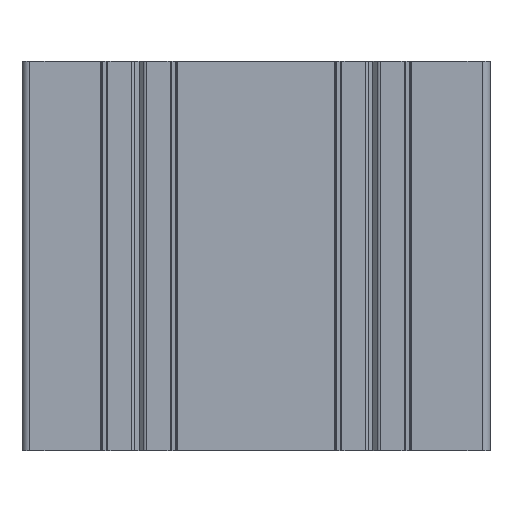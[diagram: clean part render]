
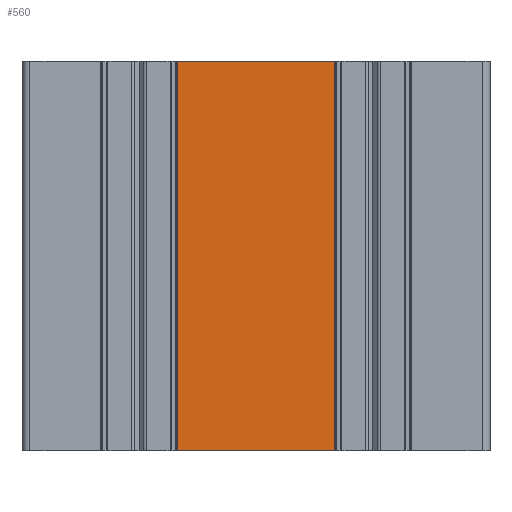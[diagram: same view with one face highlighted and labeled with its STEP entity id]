
A CAD part, front view. The second image highlights one B-rep face of the part: STEP entity #560.
In plain terms, the highlighted planar face has unit normal (0, -1, 0).
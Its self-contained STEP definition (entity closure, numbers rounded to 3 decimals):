
#560 = ADVANCED_FACE ( 'NONE', ( #1492 ), #3672, .T. ) ;
#800 = ORIENTED_EDGE ( 'NONE', *, *, #7268, .T. ) ;
#1465 = EDGE_CURVE ( 'NONE', #9382, #6674, #5685, .T. ) ;
#1492 = FACE_OUTER_BOUND ( 'NONE', #5639, .T. ) ;
#1720 = VECTOR ( 'NONE', #6929, 1000. ) ;
#1830 = CARTESIAN_POINT ( 'NONE',  ( 25.1, -15., 0. ) ) ;
#2088 = AXIS2_PLACEMENT_3D ( 'NONE', #12025, #6174, #14436 ) ;
#2166 = CARTESIAN_POINT ( 'NONE',  ( 0., -15., -50. ) ) ;
#2930 = VERTEX_POINT ( 'NONE', #7119 ) ;
#3308 = ORIENTED_EDGE ( 'NONE', *, *, #1465, .F. ) ;
#3672 = PLANE ( 'NONE',  #2088 ) ;
#5424 = CARTESIAN_POINT ( 'NONE',  ( 4.9, -15., -50. ) ) ;
#5639 = EDGE_LOOP ( 'NONE', ( #10966, #3308, #800, #6706 ) ) ;
#5685 = LINE ( 'NONE', #6866, #13830 ) ;
#6174 = DIRECTION ( 'NONE',  ( 0., -1., 0. ) ) ;
#6674 = VERTEX_POINT ( 'NONE', #10241 ) ;
#6706 = ORIENTED_EDGE ( 'NONE', *, *, #7725, .T. ) ;
#6866 = CARTESIAN_POINT ( 'NONE',  ( 4.9, -15., -50. ) ) ;
#6929 = DIRECTION ( 'NONE',  ( 1., 0., 0. ) ) ;
#7119 = CARTESIAN_POINT ( 'NONE',  ( 25.1, -15., -50. ) ) ;
#7144 = LINE ( 'NONE', #14548, #10206 ) ;
#7268 = EDGE_CURVE ( 'NONE', #9382, #2930, #9275, .T. ) ;
#7426 = DIRECTION ( 'NONE',  ( 1., 0., 0. ) ) ;
#7725 = EDGE_CURVE ( 'NONE', #2930, #7938, #7144, .T. ) ;
#7938 = VERTEX_POINT ( 'NONE', #1830 ) ;
#8678 = LINE ( 'NONE', #12255, #12820 ) ;
#9213 = DIRECTION ( 'NONE',  ( 0., 0., 1. ) ) ;
#9275 = LINE ( 'NONE', #2166, #1720 ) ;
#9382 = VERTEX_POINT ( 'NONE', #5424 ) ;
#10206 = VECTOR ( 'NONE', #13382, 1000. ) ;
#10241 = CARTESIAN_POINT ( 'NONE',  ( 4.9, -15., 0. ) ) ;
#10966 = ORIENTED_EDGE ( 'NONE', *, *, #13907, .F. ) ;
#12025 = CARTESIAN_POINT ( 'NONE',  ( 0., -15., -50. ) ) ;
#12255 = CARTESIAN_POINT ( 'NONE',  ( 0., -15., 0. ) ) ;
#12820 = VECTOR ( 'NONE', #7426, 1000. ) ;
#13382 = DIRECTION ( 'NONE',  ( 0., 0., 1. ) ) ;
#13830 = VECTOR ( 'NONE', #9213, 1000. ) ;
#13907 = EDGE_CURVE ( 'NONE', #6674, #7938, #8678, .T. ) ;
#14436 = DIRECTION ( 'NONE',  ( 1., 0., 0. ) ) ;
#14548 = CARTESIAN_POINT ( 'NONE',  ( 25.1, -15., -50. ) ) ;
